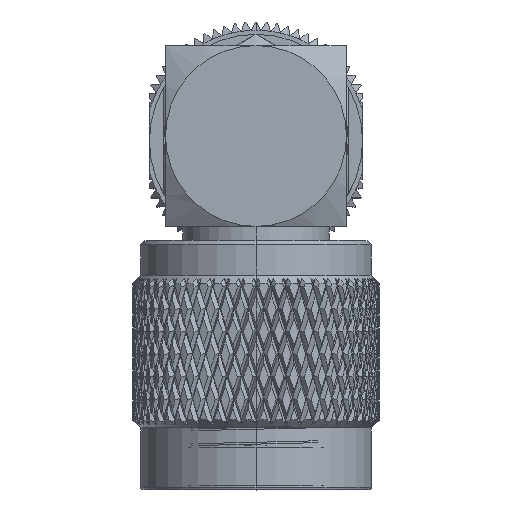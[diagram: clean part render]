
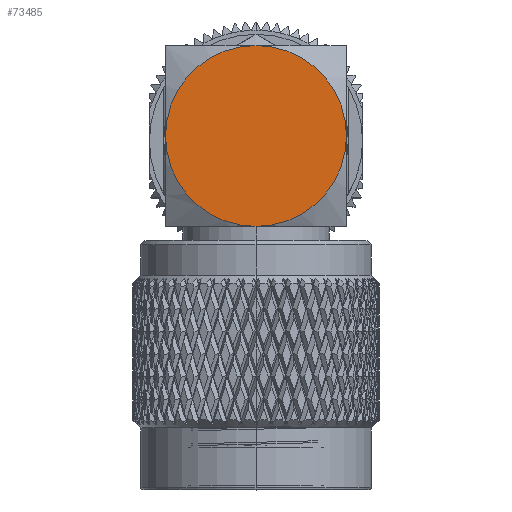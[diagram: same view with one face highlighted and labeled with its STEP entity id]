
A CAD part, top view. The second image highlights one B-rep face of the part: STEP entity #73485.
In plain terms, the highlighted face is planar.
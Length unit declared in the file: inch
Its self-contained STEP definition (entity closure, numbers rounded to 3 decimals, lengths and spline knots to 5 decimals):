
#5235 = DIRECTION ( 'NONE',  ( 0., 0., 1. ) ) ;
#5607 = DIRECTION ( 'NONE',  ( 0., 0., 1. ) ) ;
#12554 = DIRECTION ( 'NONE',  ( -1., 0., 0. ) ) ;
#15826 = AXIS2_PLACEMENT_3D ( 'NONE', #82905, #5607, #43536 ) ;
#17170 = EDGE_CURVE ( 'NONE', #85606, #47179, #61713, .T. ) ;
#20709 = EDGE_CURVE ( 'NONE', #47179, #45024, #84024, .T. ) ;
#21112 = DIRECTION ( 'NONE',  ( 1., 0., 0. ) ) ;
#28795 = ORIENTED_EDGE ( 'NONE', *, *, #97425, .F. ) ;
#30184 = AXIS2_PLACEMENT_3D ( 'NONE', #50700, #73408, #96716 ) ;
#32857 = ORIENTED_EDGE ( 'NONE', *, *, #17170, .F. ) ;
#34602 = EDGE_CURVE ( 'NONE', #45024, #75312, #69201, .T. ) ;
#36074 = DIRECTION ( 'NONE',  ( 0., 0., 1. ) ) ;
#38565 = CIRCLE ( 'NONE', #15826, 0.2165 ) ;
#40400 = DIRECTION ( 'NONE',  ( 0., 0., -1. ) ) ;
#43422 = CARTESIAN_POINT ( 'NONE',  ( 0.8465, 0., -0.2165 ) ) ;
#43536 = DIRECTION ( 'NONE',  ( -1., 0., 0. ) ) ;
#45024 = VERTEX_POINT ( 'NONE', #90535 ) ;
#47179 = VERTEX_POINT ( 'NONE', #74299 ) ;
#48690 = CARTESIAN_POINT ( 'NONE',  ( 0.8465, -0.2165, -0.2165 ) ) ;
#50700 = CARTESIAN_POINT ( 'NONE',  ( 0.8465, 0., -0.2165 ) ) ;
#50802 = CARTESIAN_POINT ( 'NONE',  ( 0.8465, 0., -0.2165 ) ) ;
#55649 = DIRECTION ( 'NONE',  ( -1., 0., 0. ) ) ;
#59983 = CARTESIAN_POINT ( 'NONE',  ( 1.063, 0., -0.2165 ) ) ;
#61713 = CIRCLE ( 'NONE', #71925, 0.2165 ) ;
#67640 = FACE_OUTER_BOUND ( 'NONE', #78404, .T. ) ;
#69201 = CIRCLE ( 'NONE', #30184, 0.2165 ) ;
#71925 = AXIS2_PLACEMENT_3D ( 'NONE', #43422, #36074, #21112 ) ;
#73408 = DIRECTION ( 'NONE',  ( 0., 0., 1. ) ) ;
#73485 = ADVANCED_FACE ( 'NONE', ( #67640 ), #94345, .T. ) ;
#74181 = ORIENTED_EDGE ( 'NONE', *, *, #34602, .F. ) ;
#74299 = CARTESIAN_POINT ( 'NONE',  ( 0.8465, 0.2165, -0.2165 ) ) ;
#75312 = VERTEX_POINT ( 'NONE', #48690 ) ;
#78399 = CARTESIAN_POINT ( 'NONE',  ( 0.63, -0.2165, -0.2165 ) ) ;
#78404 = EDGE_LOOP ( 'NONE', ( #74181, #85860, #32857, #28795 ) ) ;
#82905 = CARTESIAN_POINT ( 'NONE',  ( 0.8465, 0., -0.2165 ) ) ;
#83800 = AXIS2_PLACEMENT_3D ( 'NONE', #50802, #5235, #12554 ) ;
#84024 = CIRCLE ( 'NONE', #83800, 0.2165 ) ;
#85606 = VERTEX_POINT ( 'NONE', #59983 ) ;
#85860 = ORIENTED_EDGE ( 'NONE', *, *, #20709, .F. ) ;
#90535 = CARTESIAN_POINT ( 'NONE',  ( 0.63, 0., -0.2165 ) ) ;
#94345 = PLANE ( 'NONE',  #97930 ) ;
#96716 = DIRECTION ( 'NONE',  ( -1., 0., 0. ) ) ;
#97425 = EDGE_CURVE ( 'NONE', #75312, #85606, #38565, .T. ) ;
#97930 = AXIS2_PLACEMENT_3D ( 'NONE', #78399, #40400, #55649 ) ;
